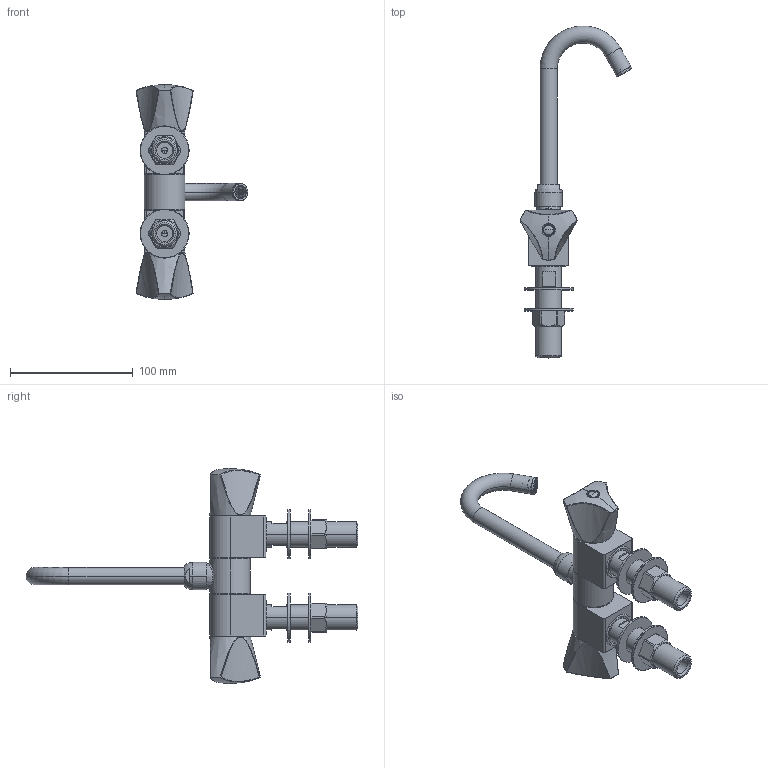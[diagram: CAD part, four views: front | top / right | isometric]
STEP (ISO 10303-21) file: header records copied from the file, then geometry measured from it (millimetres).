
FILE_DESCRIPTION((''),'2;1');
FILE_NAME('JS1A0580_ASM','2021-03-07T',('蚰貀癡妧庣斕勛'),('Globeunion.com'),'PRO/ENGINEER BY PARAMETRIC TECHNOLOGY CORPORATION, 2014000','PRO/ENGINEER BY PARAMETRIC TECHNOLOGY CORPORATION, 2014000','');
FILE_SCHEMA(('CONFIG_CONTROL_DESIGN'));
Length unit declared in the file: millimetre
Products named in the file (44): 106787N-90; 027121; 027229; 071088N; 106852-1_ASM; 531084NH-01; 531084NH-02; 531084NH-03; 531084NH-04; 531084NH-05; 531084NH-06; 531084NH-08; 531084NH-09; 531084NH-10; 531084NH-11; 531084NH-12; 531084NH-13_AF0; 531094NH_ASM; 037110; 020185; 042009H; 028114; 120507N-90; 106788N; 106853_ASM; 027366N_AF0; 027135_AF0; 048134N; 027135_AF1; 027135_AF2; 027135_AF3; 531084NH-13_AF1; 531094NC_ASM; 042009C; 121161CP; 027424; 028113; 058617; 052048; 027446 ...
Assembly tree (65 placements, depth 3):
  JS1A0580_ASM
    106852-1_ASM
      106787N-90
      027121
      027229
      071088N
    531094NH_ASM
      531084NH-01
      531084NH-02
      531084NH-03
      531084NH-04  x2
      531084NH-05
      531084NH-06
      531084NH-08
      531084NH-09
      531084NH-10
      531084NH-11
      531084NH-12
      531084NH-13_AF0
    037110  x2
    020185  x2
    042009H
    028114  x2
    120507N-90
    106853_ASM
      106788N
      027121
      027229
      071088N
    027366N_AF0
    027135_AF0
    048134N
    027135_AF1
    027135_AF2
    027135_AF3
    531094NC_ASM
      531084NH-01
      531084NH-02
      531084NH-03
      531084NH-04  x2
      531084NH-05
      531084NH-06
      531084NH-08
      531084NH-09
      531084NH-10
      531084NH-11
      531084NH-12
      531084NH-13_AF1
    042009C
    124242_ASM
      121161CP
      027424  x2
      028113
      058617
      052048
      027446
    024080  x2
    058620  x2
Bounding box: 91.14 x 270.21 x 175.5 mm (x, y, z)
Volume: 174744.3 mm3; surface area: 142493.9 mm2
Topology: 60 solids, 60 shells, 2023 faces, 4863 edges, 3028 vertices
Faces by surface type: cylinder 766, plane 623, torus 252, cone 214, bspline 140, sphere 28
Entity records: 46132 total; most frequent: CARTESIAN_POINT 15658, DIRECTION 6638, ORIENTED_EDGE 6004, EDGE_CURVE 3002, AXIS2_PLACEMENT_3D 2799, VERTEX_POINT 1862, CIRCLE 1470, EDGE_LOOP 1420
